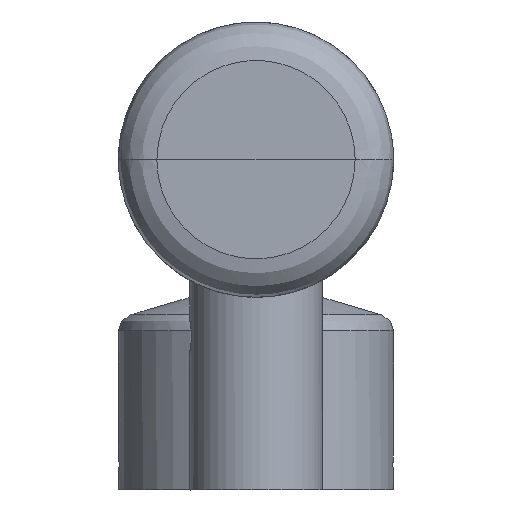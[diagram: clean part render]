
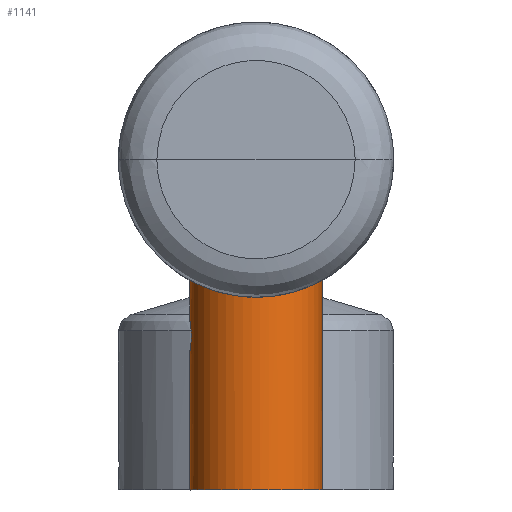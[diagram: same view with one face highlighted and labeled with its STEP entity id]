
A CAD part, front view. The second image highlights one B-rep face of the part: STEP entity #1141.
In plain terms, the highlighted cylindrical face has radius 6 mm (diameter 12 mm), a partial arc.
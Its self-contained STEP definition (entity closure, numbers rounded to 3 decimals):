
#1141=ADVANCED_FACE('',(#1258),#2876,.T.);
#1258=FACE_OUTER_BOUND('',#1386,.T.);
#1386=EDGE_LOOP('',(#1720,#1721,#1722,#1723,#1724,#1725));
#1720=ORIENTED_EDGE('',*,*,#2143,.T.);
#1721=ORIENTED_EDGE('',*,*,#2139,.T.);
#1722=ORIENTED_EDGE('',*,*,#2141,.T.);
#1723=ORIENTED_EDGE('',*,*,#2138,.T.);
#1724=ORIENTED_EDGE('',*,*,#2137,.T.);
#1725=ORIENTED_EDGE('',*,*,#2142,.F.);
#2137=EDGE_CURVE('',#2685,#2688,#2364,.T.);
#2138=EDGE_CURVE('',#2682,#2685,#2508,.T.);
#2139=EDGE_CURVE('',#2684,#2683,#2509,.T.);
#2141=EDGE_CURVE('',#2683,#2682,#2510,.T.);
#2142=EDGE_CURVE('',#2687,#2688,#2511,.T.);
#2143=EDGE_CURVE('',#2687,#2684,#2366,.T.);
#2364=(
BOUNDED_CURVE()
B_SPLINE_CURVE(2,(#5199,#5200,#5201,#5202,#5203),.UNSPECIFIED.,.F.,.F.)
B_SPLINE_CURVE_WITH_KNOTS((3,2,3),(0.,9.425,18.85),
 .UNSPECIFIED.)
CURVE()
GEOMETRIC_REPRESENTATION_ITEM()
RATIONAL_B_SPLINE_CURVE((1.,0.707,1.,0.707,1.))
REPRESENTATION_ITEM('')
);
#2366=(
BOUNDED_CURVE()
B_SPLINE_CURVE(2,(#5250,#5251,#5252,#5253,#5254),.UNSPECIFIED.,.F.,.F.)
B_SPLINE_CURVE_WITH_KNOTS((3,2,3),(18.85,28.274,37.699),
 .UNSPECIFIED.)
CURVE()
GEOMETRIC_REPRESENTATION_ITEM()
RATIONAL_B_SPLINE_CURVE((1.,0.707,1.,0.707,1.))
REPRESENTATION_ITEM('')
);
#2508=B_SPLINE_CURVE_WITH_KNOTS('',1,(#5204,#5205),.UNSPECIFIED.,.F.,.F.,
(2,2),(10.138,22.8),.UNSPECIFIED.);
#2509=B_SPLINE_CURVE_WITH_KNOTS('',1,(#5206,#5207),.UNSPECIFIED.,.F.,.F.,
(2,2),(2.8,7.462),.UNSPECIFIED.);
#2510=B_SPLINE_CURVE_WITH_KNOTS('',3,(#5217,#5218,#5219,#5220,#5221,#5222,
#5223,#5224,#5225,#5226,#5227,#5228,#5229,#5230,#5231,#5232,#5233,#5234,
#5235,#5236,#5237,#5238,#5239,#5240,#5241,#5242,#5243,#5244,#5245,#5246,
#5247),.UNSPECIFIED.,.F.,.F.,(4,3,3,3,3,3,3,3,3,3,4),(7.302,
7.688,8.076,8.479,8.964,9.446,
9.907,10.33,10.715,11.081,11.339),
 .UNSPECIFIED.);
#2511=B_SPLINE_CURVE_WITH_KNOTS('',1,(#5248,#5249),.UNSPECIFIED.,.F.,.F.,
(2,2),(2.8,22.8),.UNSPECIFIED.);
#2682=VERTEX_POINT('',#5153);
#2683=VERTEX_POINT('',#5154);
#2684=VERTEX_POINT('',#5155);
#2685=VERTEX_POINT('',#5156);
#2687=VERTEX_POINT('',#5158);
#2688=VERTEX_POINT('',#5159);
#2876=CYLINDRICAL_SURFACE('',#2958,6.);
#2958=AXIS2_PLACEMENT_3D('',#5152,#3036,$);
#3036=DIRECTION('',(0.,0.,-1.));
#5152=CARTESIAN_POINT('',(0.,0.,-20.));
#5153=CARTESIAN_POINT('',(-6.,0.,-17.338));
#5154=CARTESIAN_POINT('',(-6.,0.,-14.662));
#5155=CARTESIAN_POINT('',(-6.,0.,-10.));
#5156=CARTESIAN_POINT('',(-6.,0.,-30.));
#5158=CARTESIAN_POINT('',(6.,0.,-10.));
#5159=CARTESIAN_POINT('',(6.,0.,-30.));
#5199=CARTESIAN_POINT('',(-6.,0.,-30.));
#5200=CARTESIAN_POINT('',(-6.,-6.,-30.));
#5201=CARTESIAN_POINT('',(0.,-6.,-30.));
#5202=CARTESIAN_POINT('',(6.,-6.,-30.));
#5203=CARTESIAN_POINT('',(6.,0.,-30.));
#5204=CARTESIAN_POINT('',(-6.,0.,-17.338));
#5205=CARTESIAN_POINT('',(-6.,0.,-30.));
#5206=CARTESIAN_POINT('',(-6.,0.,-10.));
#5207=CARTESIAN_POINT('',(-6.,0.,-14.662));
#5217=CARTESIAN_POINT('',(-6.,0.,-14.662));
#5218=CARTESIAN_POINT('',(-6.,-0.127,-14.662));
#5219=CARTESIAN_POINT('',(-5.996,-0.256,-14.685));
#5220=CARTESIAN_POINT('',(-5.988,-0.375,-14.728));
#5221=CARTESIAN_POINT('',(-5.981,-0.496,-14.771));
#5222=CARTESIAN_POINT('',(-5.97,-0.61,-14.836));
#5223=CARTESIAN_POINT('',(-5.958,-0.71,-14.915));
#5224=CARTESIAN_POINT('',(-5.946,-0.813,-14.998));
#5225=CARTESIAN_POINT('',(-5.932,-0.905,-15.099));
#5226=CARTESIAN_POINT('',(-5.92,-0.978,-15.209));
#5227=CARTESIAN_POINT('',(-5.905,-1.067,-15.342));
#5228=CARTESIAN_POINT('',(-5.892,-1.133,-15.493));
#5229=CARTESIAN_POINT('',(-5.885,-1.171,-15.648));
#5230=CARTESIAN_POINT('',(-5.877,-1.209,-15.803));
#5231=CARTESIAN_POINT('',(-5.874,-1.222,-15.966));
#5232=CARTESIAN_POINT('',(-5.877,-1.209,-16.124));
#5233=CARTESIAN_POINT('',(-5.88,-1.196,-16.276));
#5234=CARTESIAN_POINT('',(-5.887,-1.159,-16.427));
#5235=CARTESIAN_POINT('',(-5.898,-1.099,-16.567));
#5236=CARTESIAN_POINT('',(-5.909,-1.044,-16.695));
#5237=CARTESIAN_POINT('',(-5.922,-0.97,-16.817));
#5238=CARTESIAN_POINT('',(-5.935,-0.879,-16.922));
#5239=CARTESIAN_POINT('',(-5.948,-0.796,-17.018));
#5240=CARTESIAN_POINT('',(-5.96,-0.697,-17.103));
#5241=CARTESIAN_POINT('',(-5.971,-0.589,-17.169));
#5242=CARTESIAN_POINT('',(-5.981,-0.487,-17.232));
#5243=CARTESIAN_POINT('',(-5.99,-0.373,-17.28));
#5244=CARTESIAN_POINT('',(-5.995,-0.255,-17.308));
#5245=CARTESIAN_POINT('',(-5.998,-0.172,-17.328));
#5246=CARTESIAN_POINT('',(-6.,-0.086,-17.338));
#5247=CARTESIAN_POINT('',(-6.,0.,-17.338));
#5248=CARTESIAN_POINT('',(6.,0.,-10.));
#5249=CARTESIAN_POINT('',(6.,0.,-30.));
#5250=CARTESIAN_POINT('',(6.,0.,-10.));
#5251=CARTESIAN_POINT('',(6.,-6.,-10.));
#5252=CARTESIAN_POINT('',(0.,-6.,-10.));
#5253=CARTESIAN_POINT('',(-6.,-6.,-10.));
#5254=CARTESIAN_POINT('',(-6.,0.,-10.));
